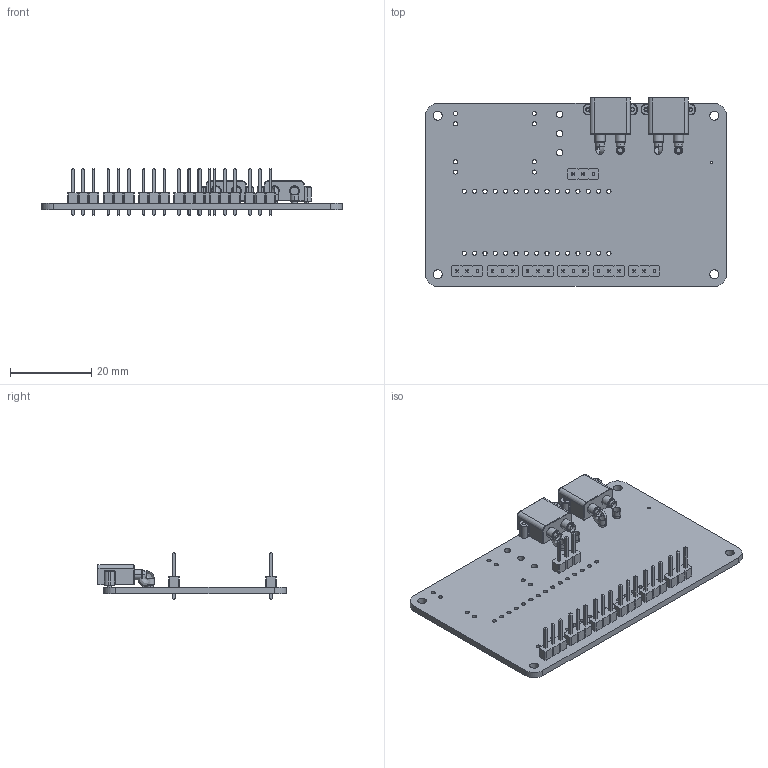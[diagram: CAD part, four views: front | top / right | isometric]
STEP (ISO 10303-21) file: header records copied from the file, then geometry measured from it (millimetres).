
FILE_DESCRIPTION(('KiCad electronic assembly'),'2;1');
FILE_NAME('power distribution.step','2024-07-05T14:34:35',('Pcbnew'),( 'Kicad'),'Open CASCADE STEP processor 7.7','KiCad to STEP converter' ,'Unknown');
FILE_SCHEMA(('AUTOMOTIVE_DESIGN { 1 0 10303 214 1 1 1 1 }'));
Length unit declared in the file: millimetre
Products named in the file (6): power distribution 1; PinHeader_1x03_P2.54mm_Vertical; PinHeader_1x03_P254mm_Vertical; XT30PW-M; power distribution_PCB
Assembly tree (12 placements, depth 3):
  power distribution 1
    PinHeader_1x03_P2.54mm_Vertical  x7
      PinHeader_1x03_P254mm_Vertical
    XT30PW-M  x2
      XT30PW-M
    power distribution_PCB
Bounding box: 74 x 46.45 x 11.54 mm (x, y, z)
Volume: 6205.6 mm3; surface area: 10127.7 mm2
Topology: 22 solids, 22 shells, 1155 faces, 2761 edges, 1698 vertices
Faces by surface type: plane 692, cylinder 307, torus 64, cone 52, bspline 36, revolution 4
Full cylindrical faces by diameter (mm): 0.6 x1, 1 x33, 1.02 x30, 1.6 x3, 1.9 x4, 2.2 x4
Entity records: 14517 total; most frequent: CARTESIAN_POINT 2646, DIRECTION 2319, ORIENTED_EDGE 2102, EDGE_CURVE 1051, AXIS2_PLACEMENT_3D 883, VERTEX_POINT 650, FACE_BOUND 595, EDGE_LOOP 595
